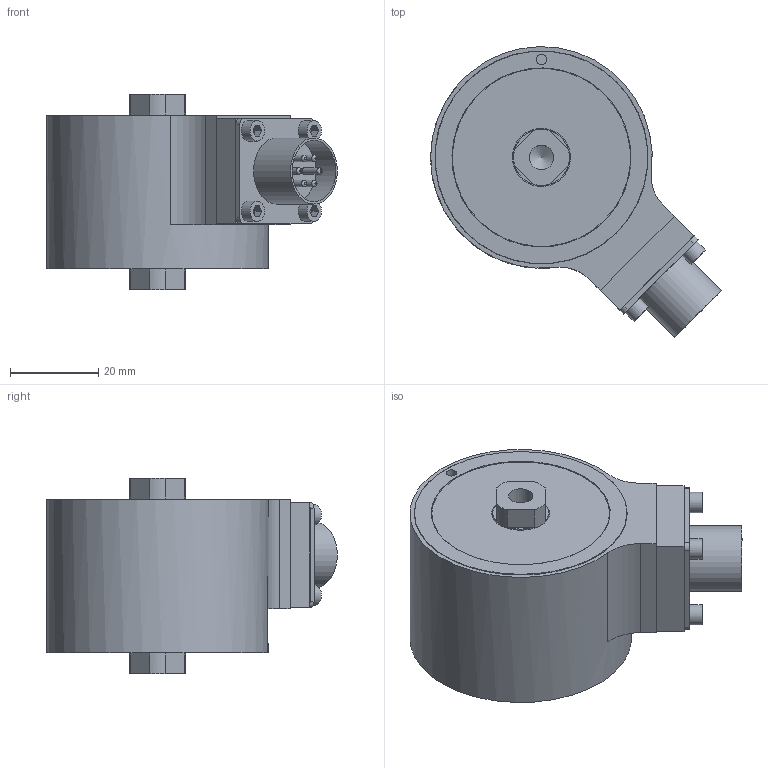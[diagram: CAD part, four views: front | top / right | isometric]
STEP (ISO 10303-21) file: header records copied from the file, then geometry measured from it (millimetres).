
FILE_DESCRIPTION((''),'2;1');
FILE_NAME('LCF300 Bendix.stp','2010-10-28T15:40:02',('thomasl'),(''),'Autodesk Inventor 2008','Autodesk Inventor 2008','');
FILE_SCHEMA(('AUTOMOTIVE_DESIGN { 1 0 10303 214 1 1 1 1 }'));
Length unit declared in the file: inch
Products named in the file (5): LCF300 Bendix; ~~~~PART1; 6PIN-BENDIX; SHC4-40; ~~~PART1
Assembly tree (7 placements, depth 2):
  LCF300 Bendix
    ~~~~PART1
    6PIN-BENDIX
    SHC4-40  x4
    ~~~PART1
Bounding box: 65.97 x 65.97 x 44.45 mm (x, y, z)
Volume: 71654.3 mm3; surface area: 31470.7 mm2
Topology: 7 solids, 7 shells, 180 faces, 402 edges, 273 vertices
Faces by surface type: plane 103, cylinder 60, bspline 10, cone 7
Full cylindrical faces by diameter (mm): 1.524 x12, 2.261 x4, 2.388 x2, 2.845 x4, 3.048 x4, 3.302 x4, 4.648 x4, 5.555 x2, 12.7 x2, 13.208 x2, 13.97 x1, 14.554 x1, 14.986 x1, 15.24 x2, 38.1 x2, 40.386 x2, 40.64 x2, 48.26 x1, 48.387 x1, 50.292 x1
Entity records: 4080 total; most frequent: CARTESIAN_POINT 1051, DIRECTION 630, ORIENTED_EDGE 460, AXIS2_PLACEMENT_3D 270, EDGE_LOOP 256, EDGE_CURVE 230, VERTEX_POINT 190, FACE_OUTER_BOUND 138
